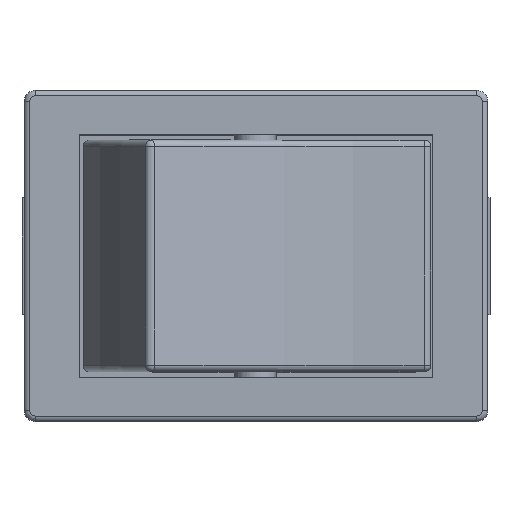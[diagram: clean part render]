
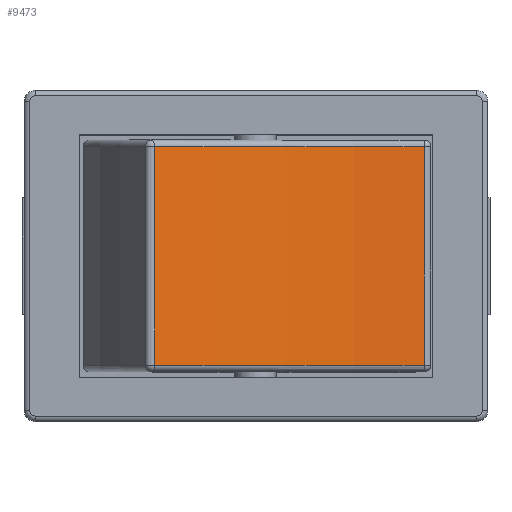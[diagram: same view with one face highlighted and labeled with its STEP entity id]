
A CAD part, top view. The second image highlights one B-rep face of the part: STEP entity #9473.
In plain terms, the highlighted cylindrical face has radius 22.611 mm (diameter 45.222 mm), a partial arc.
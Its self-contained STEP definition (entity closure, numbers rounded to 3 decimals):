
#192=CYLINDRICAL_SURFACE('',#10016,22.611);
#696=FACE_OUTER_BOUND('',#1227,.T.);
#1227=EDGE_LOOP('',(#8431,#8432,#8433,#8434));
#1320=CIRCLE('',#9995,22.611);
#1328=CIRCLE('',#10006,22.611);
#2449=LINE('',#15544,#3621);
#2450=LINE('',#15559,#3622);
#3621=VECTOR('',#12080,10.);
#3622=VECTOR('',#12099,10.);
#4503=VERTEX_POINT('',#15525);
#4504=VERTEX_POINT('',#15529);
#4507=VERTEX_POINT('',#15536);
#4514=VERTEX_POINT('',#15555);
#5811=EDGE_CURVE('',#4507,#4503,#2449,.T.);
#5818=EDGE_CURVE('',#4504,#4514,#2450,.T.);
#5820=EDGE_CURVE('',#4514,#4507,#1320,.T.);
#5828=EDGE_CURVE('',#4503,#4504,#1328,.T.);
#8431=ORIENTED_EDGE('',*,*,#5818,.F.);
#8432=ORIENTED_EDGE('',*,*,#5828,.F.);
#8433=ORIENTED_EDGE('',*,*,#5811,.F.);
#8434=ORIENTED_EDGE('',*,*,#5820,.F.);
#9473=ADVANCED_FACE('',(#696),#192,.F.);
#9995=AXIS2_PLACEMENT_3D('',#15562,#12103,#12104);
#10006=AXIS2_PLACEMENT_3D('',#15577,#12125,#12126);
#10016=AXIS2_PLACEMENT_3D('',#15598,#12150,#12151);
#12080=DIRECTION('',(0.,1.,0.));
#12099=DIRECTION('',(0.,-1.,0.));
#12103=DIRECTION('center_axis',(0.,1.,0.));
#12104=DIRECTION('ref_axis',(-0.277,0.,-0.961));
#12125=DIRECTION('center_axis',(0.,-1.,0.));
#12126=DIRECTION('ref_axis',(-0.277,0.,-0.961));
#12150=DIRECTION('center_axis',(0.,1.,0.));
#12151=DIRECTION('ref_axis',(-0.018,0.,1.));
#15525=CARTESIAN_POINT('',(-4.595,4.95,20.053));
#15529=CARTESIAN_POINT('',(7.622,4.95,16.532));
#15536=CARTESIAN_POINT('',(-4.595,-4.95,20.053));
#15544=CARTESIAN_POINT('',(-4.595,0.,20.053));
#15555=CARTESIAN_POINT('',(7.622,-4.95,16.532));
#15559=CARTESIAN_POINT('',(7.622,0.,16.532));
#15562=CARTESIAN_POINT('Origin',(7.523,-4.95,39.143));
#15577=CARTESIAN_POINT('Origin',(7.523,4.95,39.143));
#15598=CARTESIAN_POINT('Origin',(7.523,0.,39.143));
